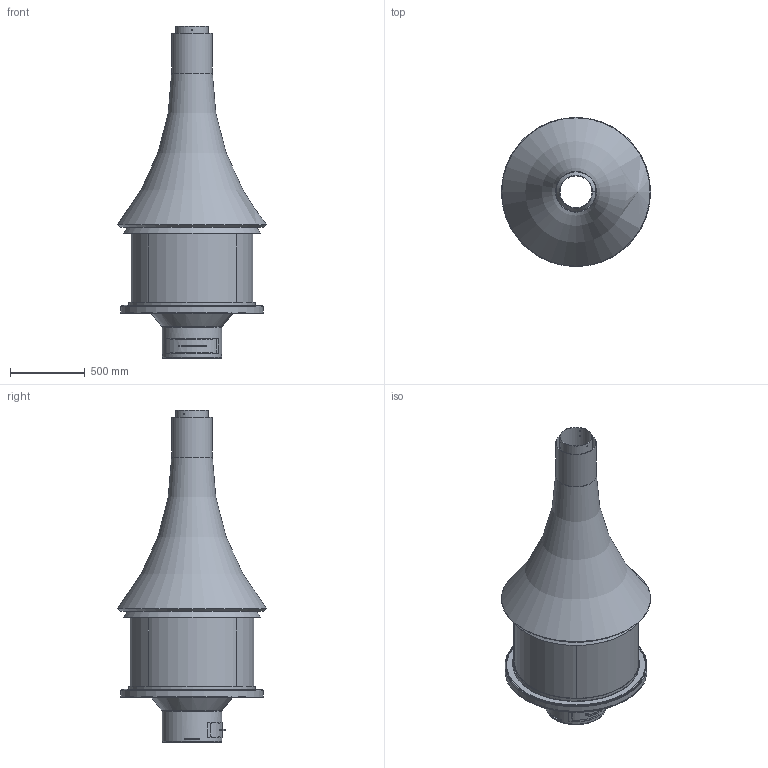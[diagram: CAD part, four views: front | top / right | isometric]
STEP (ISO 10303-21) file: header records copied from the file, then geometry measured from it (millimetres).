
FILE_DESCRIPTION(('STEP AP214'),'1');
FILE_NAME('.stp','2016-12-08T14:33:09',(' '),(' '),'Spatial InterOp 3D',' ',' ');
FILE_SCHEMA(('automotive_design'));
Length unit declared in the file: millimetre
Products named in the file (17): Entourage de socle; Hotte 993 Centrale Laquée; Hotte d1000; Conduit laqué; Cduit d200 V3; Cone V3; Socle 993 Centrale; Pied (Repoussage); Plateau (Repoussage); Rail (Repoussage); Vitre coulissante; Vitre droite; Vitre gauche; Tiroir 993; Tiroir - Face avant; Tiroir - Poignée
Assembly tree (18 placements, depth 4):
  (unnamed)
    Entourage de socle
    Hotte 993 Centrale Laquée
      Hotte d1000
      Conduit laqué
      Cduit d200 V3
      Cone V3
    Socle 993 Centrale
      Pied (Repoussage)
      Plateau (Repoussage)
      Rail (Repoussage)
      Vitre coulissante  x2
      Vitre droite
      Vitre gauche
      Tiroir 993
        Tiroir - Face avant
        Tiroir - Poignée  x2
Bounding box: 1000 x 1000 x 2225 mm (x, y, z)
Volume: 19095956.9 mm3; surface area: 13625460.3 mm2
Topology: 15 solids, 15 shells, 168 faces, 392 edges, 255 vertices
Faces by surface type: cylinder 71, plane 71, torus 14, cone 12
Full cylindrical faces by diameter (mm): 6 x4, 8 x6, 10 x1, 17 x1, 214 x1, 219 x1, 268 x1, 273 x1, 360 x1, 396 x1, 400 x1, 635.012 x1, 816 x1, 820 x1, 844 x1, 848 x1, 930 x1, 944 x1, 950 x2, 954 x1
Entity records: 5860 total; most frequent: CARTESIAN_POINT 1451, DIRECTION 640, ORIENTED_EDGE 504, AXIS2_PLACEMENT_3D 273, EDGE_CURVE 252, EDGE_LOOP 232, VERTEX_POINT 194, FACE_OUTER_BOUND 179
